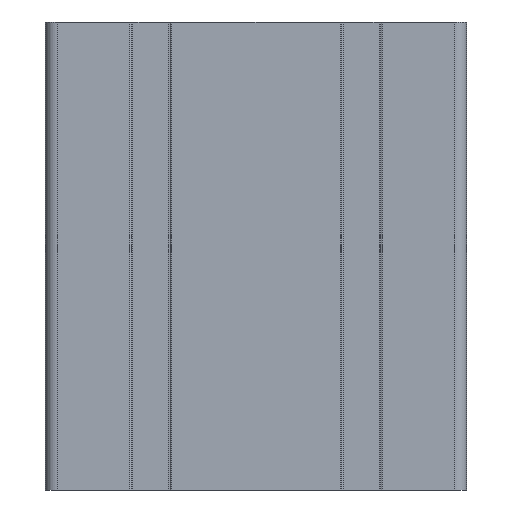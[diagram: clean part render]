
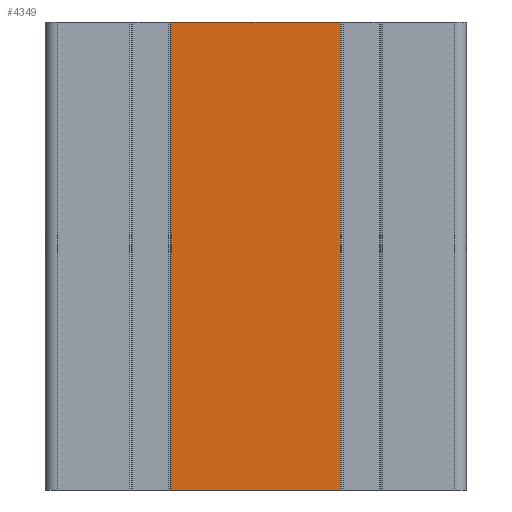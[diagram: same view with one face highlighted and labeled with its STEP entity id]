
A CAD part, front view. The second image highlights one B-rep face of the part: STEP entity #4349.
In plain terms, the highlighted planar face has unit normal (0, -1, 0).
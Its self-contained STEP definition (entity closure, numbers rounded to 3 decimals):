
#93=PLANE('',#4674);
#253=FACE_OUTER_BOUND('',#476,.T.);
#476=EDGE_LOOP('',(#3211,#3212,#3213,#3214));
#832=LINE('',#6866,#1264);
#833=LINE('',#6870,#1265);
#834=LINE('',#6872,#1266);
#835=LINE('',#6873,#1267);
#1264=VECTOR('',#5519,100.);
#1265=VECTOR('',#5524,36.1);
#1266=VECTOR('',#5525,100.);
#1267=VECTOR('',#5526,36.1);
#1933=VERTEX_POINT('',#6863);
#1934=VERTEX_POINT('',#6865);
#1935=VERTEX_POINT('',#6869);
#1936=VERTEX_POINT('',#6871);
#2463=EDGE_CURVE('',#1933,#1934,#832,.T.);
#2465=EDGE_CURVE('',#1933,#1935,#833,.T.);
#2466=EDGE_CURVE('',#1935,#1936,#834,.T.);
#2467=EDGE_CURVE('',#1934,#1936,#835,.T.);
#3211=ORIENTED_EDGE('',*,*,#2465,.T.);
#3212=ORIENTED_EDGE('',*,*,#2466,.T.);
#3213=ORIENTED_EDGE('',*,*,#2467,.F.);
#3214=ORIENTED_EDGE('',*,*,#2463,.F.);
#4349=ADVANCED_FACE('',(#253),#93,.T.);
#4674=AXIS2_PLACEMENT_3D('',#6868,#5522,#5523);
#5519=DIRECTION('',(0.,0.,-1.));
#5522=DIRECTION('center_axis',(0.,-1.,0.));
#5523=DIRECTION('ref_axis',(1.,0.,0.));
#5524=DIRECTION('',(-1.,0.,0.));
#5525=DIRECTION('',(0.,0.,-1.));
#5526=DIRECTION('',(-1.,0.,0.));
#6863=CARTESIAN_POINT('',(18.05,-45.,100.));
#6865=CARTESIAN_POINT('',(18.05,-45.,0.));
#6866=CARTESIAN_POINT('',(18.05,-45.,0.));
#6868=CARTESIAN_POINT('Origin',(-18.05,-45.,0.));
#6869=CARTESIAN_POINT('',(-18.05,-45.,100.));
#6870=CARTESIAN_POINT('',(-9.025,-45.,100.));
#6871=CARTESIAN_POINT('',(-18.05,-45.,0.));
#6872=CARTESIAN_POINT('',(-18.05,-45.,0.));
#6873=CARTESIAN_POINT('',(-9.025,-45.,0.));
